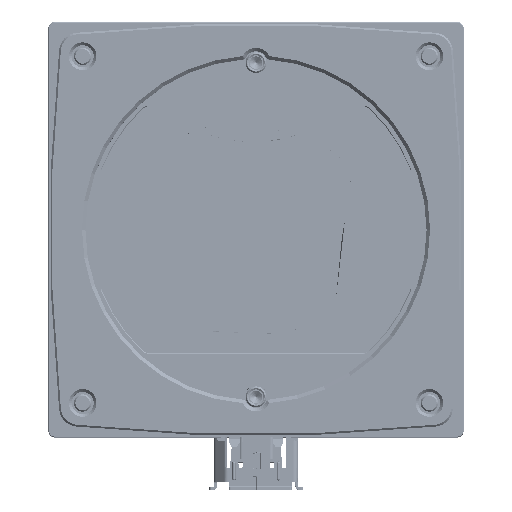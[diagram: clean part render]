
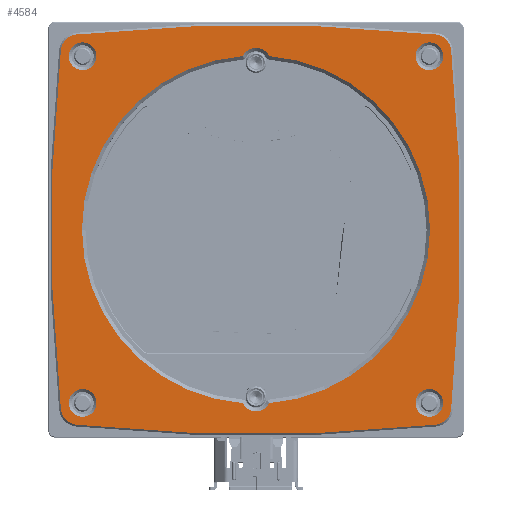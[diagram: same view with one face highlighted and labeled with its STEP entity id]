
A CAD part, top view. The second image highlights one B-rep face of the part: STEP entity #4584.
In plain terms, the highlighted face is planar.
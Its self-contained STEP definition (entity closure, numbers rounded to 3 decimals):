
#3389=FACE_BOUND('',#18545,.T.);
#3390=FACE_BOUND('',#18546,.T.);
#3391=FACE_BOUND('',#18547,.T.);
#3392=FACE_BOUND('',#18548,.T.);
#3393=FACE_BOUND('',#18549,.T.);
#3394=FACE_BOUND('',#18550,.T.);
#4584=ADVANCED_FACE('',(#3389,#3390,#3391,#3392,#3393,#3394),#10253,.T.);
#10253=PLANE('',#93375);
#18545=EDGE_LOOP('',(#28612,#28613,#28614,#28615));
#18546=EDGE_LOOP('',(#28616));
#18547=EDGE_LOOP('',(#28617));
#18548=EDGE_LOOP('',(#28618));
#18549=EDGE_LOOP('',(#28619));
#18550=EDGE_LOOP('',(#28620,#28621,#28622,#28623,#28624,#28625,#28626,#28627));
#25073=CIRCLE('',#93359,25.1);
#25074=CIRCLE('',#93360,2.12);
#25075=CIRCLE('',#93361,25.1);
#25076=CIRCLE('',#93362,2.12);
#25077=CIRCLE('',#93363,2.);
#25078=CIRCLE('',#93364,2.);
#25079=CIRCLE('',#93365,2.);
#25080=CIRCLE('',#93366,2.);
#25081=CIRCLE('',#93367,247.768);
#25082=CIRCLE('',#93368,2.521);
#25083=CIRCLE('',#93369,247.767);
#25084=CIRCLE('',#93370,2.52);
#25085=CIRCLE('',#93371,247.768);
#25086=CIRCLE('',#93372,2.52);
#25087=CIRCLE('',#93373,247.768);
#25088=CIRCLE('',#93374,2.521);
#28612=ORIENTED_EDGE('',*,*,#62170,.T.);
#28613=ORIENTED_EDGE('',*,*,#62171,.T.);
#28614=ORIENTED_EDGE('',*,*,#62172,.T.);
#28615=ORIENTED_EDGE('',*,*,#62173,.T.);
#28616=ORIENTED_EDGE('',*,*,#62174,.T.);
#28617=ORIENTED_EDGE('',*,*,#62175,.T.);
#28618=ORIENTED_EDGE('',*,*,#62176,.T.);
#28619=ORIENTED_EDGE('',*,*,#62177,.T.);
#28620=ORIENTED_EDGE('',*,*,#62178,.T.);
#28621=ORIENTED_EDGE('',*,*,#62179,.T.);
#28622=ORIENTED_EDGE('',*,*,#62180,.T.);
#28623=ORIENTED_EDGE('',*,*,#62181,.T.);
#28624=ORIENTED_EDGE('',*,*,#62182,.T.);
#28625=ORIENTED_EDGE('',*,*,#62183,.T.);
#28626=ORIENTED_EDGE('',*,*,#62184,.T.);
#28627=ORIENTED_EDGE('',*,*,#62185,.T.);
#54384=VERTEX_POINT('',#130262);
#54385=VERTEX_POINT('',#130263);
#54386=VERTEX_POINT('',#130265);
#54387=VERTEX_POINT('',#130267);
#54388=VERTEX_POINT('',#130270);
#54389=VERTEX_POINT('',#130272);
#54390=VERTEX_POINT('',#130274);
#54391=VERTEX_POINT('',#130276);
#54392=VERTEX_POINT('',#130278);
#54393=VERTEX_POINT('',#130279);
#54394=VERTEX_POINT('',#130281);
#54395=VERTEX_POINT('',#130283);
#54396=VERTEX_POINT('',#130285);
#54397=VERTEX_POINT('',#130287);
#54398=VERTEX_POINT('',#130289);
#54399=VERTEX_POINT('',#130291);
#62170=EDGE_CURVE('',#54384,#54385,#25073,.T.);
#62171=EDGE_CURVE('',#54385,#54386,#25074,.T.);
#62172=EDGE_CURVE('',#54386,#54387,#25075,.T.);
#62173=EDGE_CURVE('',#54387,#54384,#25076,.T.);
#62174=EDGE_CURVE('',#54388,#54388,#25077,.T.);
#62175=EDGE_CURVE('',#54389,#54389,#25078,.T.);
#62176=EDGE_CURVE('',#54390,#54390,#25079,.T.);
#62177=EDGE_CURVE('',#54391,#54391,#25080,.T.);
#62178=EDGE_CURVE('',#54392,#54393,#25081,.T.);
#62179=EDGE_CURVE('',#54393,#54394,#25082,.T.);
#62180=EDGE_CURVE('',#54394,#54395,#25083,.T.);
#62181=EDGE_CURVE('',#54395,#54396,#25084,.T.);
#62182=EDGE_CURVE('',#54396,#54397,#25085,.T.);
#62183=EDGE_CURVE('',#54397,#54398,#25086,.T.);
#62184=EDGE_CURVE('',#54398,#54399,#25087,.T.);
#62185=EDGE_CURVE('',#54399,#54392,#25088,.T.);
#93359=AXIS2_PLACEMENT_3D('',#130261,#102622,#102623);
#93360=AXIS2_PLACEMENT_3D('',#130264,#102624,#102625);
#93361=AXIS2_PLACEMENT_3D('',#130266,#102626,#102627);
#93362=AXIS2_PLACEMENT_3D('',#130268,#102628,#102629);
#93363=AXIS2_PLACEMENT_3D('',#130269,#102630,#102631);
#93364=AXIS2_PLACEMENT_3D('',#130271,#102632,#102633);
#93365=AXIS2_PLACEMENT_3D('',#130273,#102634,#102635);
#93366=AXIS2_PLACEMENT_3D('',#130275,#102636,#102637);
#93367=AXIS2_PLACEMENT_3D('',#130277,#102638,#102639);
#93368=AXIS2_PLACEMENT_3D('',#130280,#102640,#102641);
#93369=AXIS2_PLACEMENT_3D('',#130282,#102642,#102643);
#93370=AXIS2_PLACEMENT_3D('',#130284,#102644,#102645);
#93371=AXIS2_PLACEMENT_3D('',#130286,#102646,#102647);
#93372=AXIS2_PLACEMENT_3D('',#130288,#102648,#102649);
#93373=AXIS2_PLACEMENT_3D('',#130290,#102650,#102651);
#93374=AXIS2_PLACEMENT_3D('',#130292,#102652,#102653);
#93375=AXIS2_PLACEMENT_3D('',#130293,#102654,#102655);
#102622=DIRECTION('',(0.,0.,1.));
#102623=DIRECTION('',(-1.,0.,0.));
#102624=DIRECTION('',(0.,0.,1.));
#102625=DIRECTION('',(-1.,0.,0.));
#102626=DIRECTION('',(0.,0.,1.));
#102627=DIRECTION('',(-1.,0.,0.));
#102628=DIRECTION('',(0.,0.,1.));
#102629=DIRECTION('',(-1.,0.,0.));
#102630=DIRECTION('',(0.,0.,1.));
#102631=DIRECTION('',(-1.,0.,0.));
#102632=DIRECTION('',(0.,0.,1.));
#102633=DIRECTION('',(-1.,0.,0.));
#102634=DIRECTION('',(0.,0.,1.));
#102635=DIRECTION('',(-1.,0.,0.));
#102636=DIRECTION('',(0.,0.,1.));
#102637=DIRECTION('',(-1.,0.,0.));
#102638=DIRECTION('',(0.,0.,-1.));
#102639=DIRECTION('',(-1.,0.,0.));
#102640=DIRECTION('',(0.,0.,-1.));
#102641=DIRECTION('',(-1.,0.,0.));
#102642=DIRECTION('',(0.,0.,-1.));
#102643=DIRECTION('',(-1.,0.,0.));
#102644=DIRECTION('',(0.,0.,-1.));
#102645=DIRECTION('',(-1.,0.,0.));
#102646=DIRECTION('',(0.,0.,-1.));
#102647=DIRECTION('',(-1.,0.,0.));
#102648=DIRECTION('',(0.,0.,-1.));
#102649=DIRECTION('',(-1.,0.,0.));
#102650=DIRECTION('',(0.,0.,-1.));
#102651=DIRECTION('',(-1.,0.,0.));
#102652=DIRECTION('',(0.,0.,-1.));
#102653=DIRECTION('',(-1.,0.,0.));
#102654=DIRECTION('',(0.,0.,-1.));
#102655=DIRECTION('',(-1.,0.,0.));
#130261=CARTESIAN_POINT('',(0.,0.,-11.35));
#130262=CARTESIAN_POINT('',(1.906,-25.028,-11.35));
#130263=CARTESIAN_POINT('',(1.906,25.028,-11.35));
#130264=CARTESIAN_POINT('',(0.,24.1,-11.35));
#130265=CARTESIAN_POINT('',(-1.906,25.028,-11.35));
#130266=CARTESIAN_POINT('',(0.,0.,-11.35));
#130267=CARTESIAN_POINT('',(-1.906,-25.028,-11.35));
#130268=CARTESIAN_POINT('',(0.,-24.1,-11.35));
#130269=CARTESIAN_POINT('',(-25.,-25.,-11.35));
#130270=CARTESIAN_POINT('',(-27.,-25.,-11.35));
#130271=CARTESIAN_POINT('',(-25.,25.,-11.35));
#130272=CARTESIAN_POINT('',(-27.,25.,-11.35));
#130273=CARTESIAN_POINT('',(25.,25.,-11.35));
#130274=CARTESIAN_POINT('',(23.,25.,-11.35));
#130275=CARTESIAN_POINT('',(25.,-25.,-11.35));
#130276=CARTESIAN_POINT('',(23.,-25.,-11.35));
#130277=CARTESIAN_POINT('',(-0.003,218.272,-11.35));
#130278=CARTESIAN_POINT('',(25.899,-28.138,-11.35));
#130279=CARTESIAN_POINT('',(-25.9,-28.139,-11.35));
#130280=CARTESIAN_POINT('',(-25.639,-25.632,-11.35));
#130281=CARTESIAN_POINT('',(-28.145,-25.897,-11.35));
#130282=CARTESIAN_POINT('',(218.265,0.004,-11.35));
#130283=CARTESIAN_POINT('',(-28.145,25.901,-11.35));
#130284=CARTESIAN_POINT('',(-25.639,25.64,-11.35));
#130285=CARTESIAN_POINT('',(-25.904,28.146,-11.35));
#130286=CARTESIAN_POINT('',(-0.003,-218.264,-11.35));
#130287=CARTESIAN_POINT('',(25.896,28.147,-11.35));
#130288=CARTESIAN_POINT('',(25.633,25.64,-11.35));
#130289=CARTESIAN_POINT('',(28.14,25.904,-11.35));
#130290=CARTESIAN_POINT('',(-218.271,0.004,-11.35));
#130291=CARTESIAN_POINT('',(28.14,-25.894,-11.35));
#130292=CARTESIAN_POINT('',(25.633,-25.632,-11.35));
#130293=CARTESIAN_POINT('',(0.,0.,-11.35));
